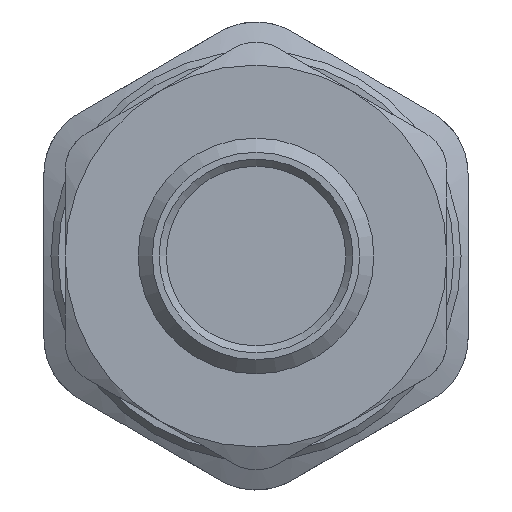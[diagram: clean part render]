
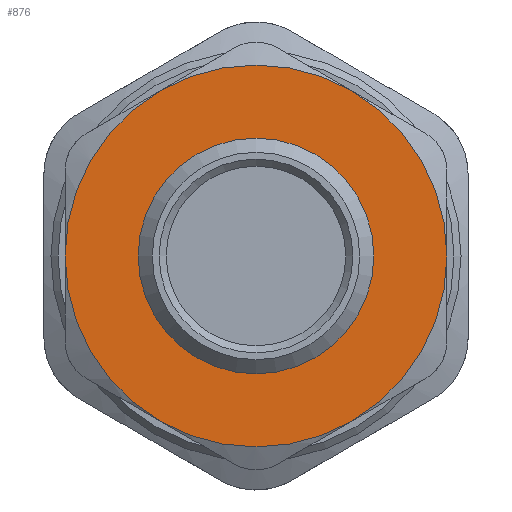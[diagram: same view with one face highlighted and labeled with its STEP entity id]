
A CAD part, front view. The second image highlights one B-rep face of the part: STEP entity #876.
In plain terms, the highlighted planar face has unit normal (0, -1, 0).
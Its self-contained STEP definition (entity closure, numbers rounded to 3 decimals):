
#17=FACE_BOUND('',#312,.T.);
#256=FACE_OUTER_BOUND('',#311,.T.);
#311=EDGE_LOOP('',(#685,#686,#687,#688,#689,#690));
#312=EDGE_LOOP('',(#691));
#355=CIRCLE('',#963,13.5);
#356=CIRCLE('',#964,13.5);
#357=CIRCLE('',#965,13.5);
#358=CIRCLE('',#966,13.5);
#359=CIRCLE('',#967,13.5);
#360=CIRCLE('',#968,13.5);
#361=CIRCLE('',#969,7.475);
#411=VERTEX_POINT('',#1511);
#412=VERTEX_POINT('',#1512);
#413=VERTEX_POINT('',#1514);
#414=VERTEX_POINT('',#1516);
#415=VERTEX_POINT('',#1518);
#416=VERTEX_POINT('',#1520);
#417=VERTEX_POINT('',#1523);
#508=EDGE_CURVE('',#411,#412,#355,.T.);
#509=EDGE_CURVE('',#413,#411,#356,.T.);
#510=EDGE_CURVE('',#414,#413,#357,.T.);
#511=EDGE_CURVE('',#415,#414,#358,.T.);
#512=EDGE_CURVE('',#416,#415,#359,.T.);
#513=EDGE_CURVE('',#412,#416,#360,.T.);
#514=EDGE_CURVE('',#417,#417,#361,.T.);
#685=ORIENTED_EDGE('',*,*,#508,.F.);
#686=ORIENTED_EDGE('',*,*,#509,.F.);
#687=ORIENTED_EDGE('',*,*,#510,.F.);
#688=ORIENTED_EDGE('',*,*,#511,.F.);
#689=ORIENTED_EDGE('',*,*,#512,.F.);
#690=ORIENTED_EDGE('',*,*,#513,.F.);
#691=ORIENTED_EDGE('',*,*,#514,.T.);
#847=PLANE('',#962);
#876=ADVANCED_FACE('',(#256,#17),#847,.T.);
#962=AXIS2_PLACEMENT_3D('',#1510,#1095,#1096);
#963=AXIS2_PLACEMENT_3D('',#1513,#1097,#1098);
#964=AXIS2_PLACEMENT_3D('',#1515,#1099,#1100);
#965=AXIS2_PLACEMENT_3D('',#1517,#1101,#1102);
#966=AXIS2_PLACEMENT_3D('',#1519,#1103,#1104);
#967=AXIS2_PLACEMENT_3D('',#1521,#1105,#1106);
#968=AXIS2_PLACEMENT_3D('',#1522,#1107,#1108);
#969=AXIS2_PLACEMENT_3D('',#1524,#1109,#1110);
#1095=DIRECTION('center_axis',(0.,-1.,0.));
#1096=DIRECTION('ref_axis',(0.,0.,-1.));
#1097=DIRECTION('center_axis',(0.,1.,0.));
#1098=DIRECTION('ref_axis',(1.,0.,0.));
#1099=DIRECTION('center_axis',(0.,1.,0.));
#1100=DIRECTION('ref_axis',(1.,0.,0.));
#1101=DIRECTION('center_axis',(0.,1.,0.));
#1102=DIRECTION('ref_axis',(1.,0.,0.));
#1103=DIRECTION('center_axis',(0.,1.,0.));
#1104=DIRECTION('ref_axis',(1.,0.,0.));
#1105=DIRECTION('center_axis',(0.,1.,0.));
#1106=DIRECTION('ref_axis',(1.,0.,0.));
#1107=DIRECTION('center_axis',(0.,1.,0.));
#1108=DIRECTION('ref_axis',(1.,0.,0.));
#1109=DIRECTION('center_axis',(0.,1.,0.));
#1110=DIRECTION('ref_axis',(1.,0.,0.));
#1510=CARTESIAN_POINT('Origin',(-21.838,-33.093,0.52));
#1511=CARTESIAN_POINT('',(-21.838,-33.093,0.52));
#1512=CARTESIAN_POINT('',(-15.088,-33.093,12.212));
#1513=CARTESIAN_POINT('Origin',(-8.338,-33.093,0.52));
#1514=CARTESIAN_POINT('',(-15.088,-33.093,-11.171));
#1515=CARTESIAN_POINT('Origin',(-8.338,-33.093,0.52));
#1516=CARTESIAN_POINT('',(-1.588,-33.093,-11.171));
#1517=CARTESIAN_POINT('Origin',(-8.338,-33.093,0.52));
#1518=CARTESIAN_POINT('',(5.162,-33.093,0.52));
#1519=CARTESIAN_POINT('Origin',(-8.338,-33.093,0.52));
#1520=CARTESIAN_POINT('',(-1.588,-33.093,12.212));
#1521=CARTESIAN_POINT('Origin',(-8.338,-33.093,0.52));
#1522=CARTESIAN_POINT('Origin',(-8.338,-33.093,0.52));
#1523=CARTESIAN_POINT('',(-0.863,-33.093,0.52));
#1524=CARTESIAN_POINT('Origin',(-8.338,-33.093,0.52));
